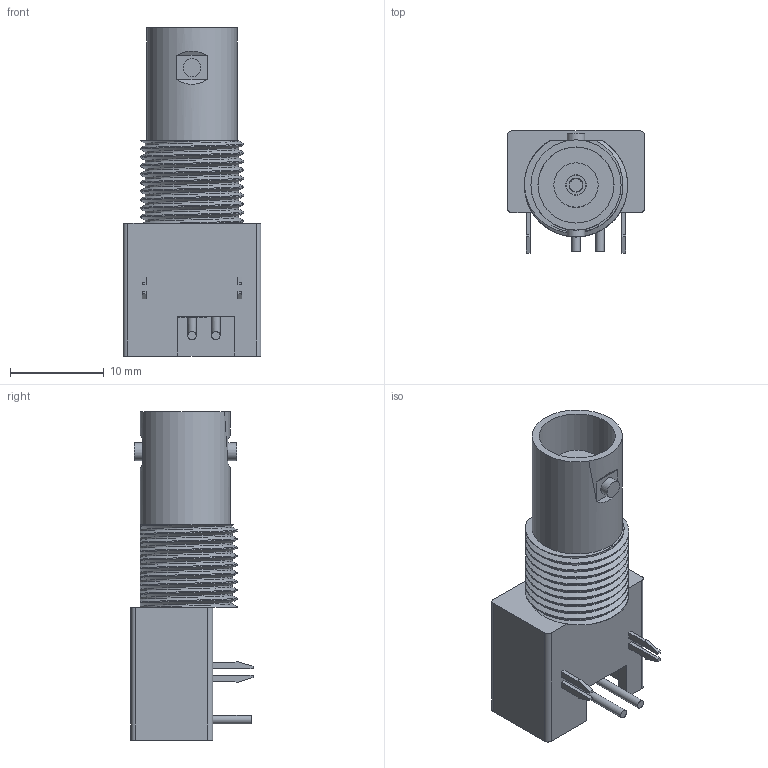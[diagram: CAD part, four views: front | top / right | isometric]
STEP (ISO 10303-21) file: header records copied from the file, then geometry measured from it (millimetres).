
FILE_DESCRIPTION(/* description */ (''),/* implementation_level */ '2;1');
FILE_NAME(/* name */ '73100-0131.step',/* time_stamp */ '2017-12-06T18:10:22+00:00',/* author */ ('tommyME2F7'),/* organization */ (''),/* preprocessor_version */ 'ST-DEVELOPER v16.13',/* originating_system */ 'Autodesk Translation Framework v6.5.0.72',/* authorisation */ '');
FILE_SCHEMA (('AUTOMOTIVE_DESIGN { 1 0 10303 214 3 1 1 }'));
Length unit declared in the file: millimetre
Products named in the file (1): 73100-0131
Bounding box: 14.66 x 12.99 x 34.93 mm (x, y, z)
Volume: 2320.8 mm3; surface area: 2556.6 mm2
Topology: 7 solids, 7 shells, 187 faces, 482 edges, 324 vertices
Faces by surface type: plane 111, cylinder 44, bspline 28, cone 2, sphere 2
Full cylindrical faces by diameter (mm): 0.89 x4, 0.9 x2, 1.37 x1, 1.9 x2, 3 x1, 4.72 x1, 8.1 x1, 9.6 x1
Entity records: 7919 total; most frequent: CARTESIAN_POINT 3496, ORIENTED_EDGE 964, DIRECTION 769, EDGE_CURVE 482, VERTEX_POINT 324, LINE 311, VECTOR 311, AXIS2_PLACEMENT_3D 229
